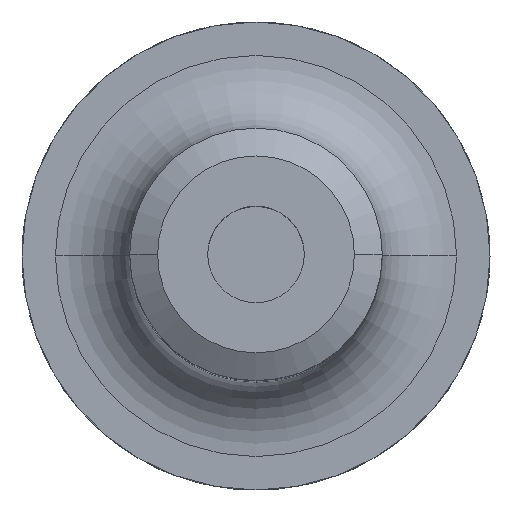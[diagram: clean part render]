
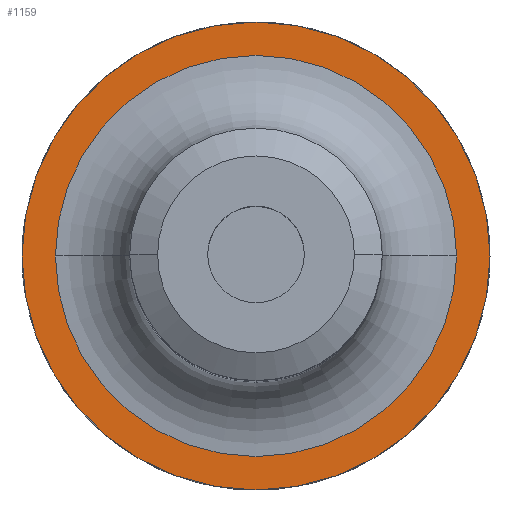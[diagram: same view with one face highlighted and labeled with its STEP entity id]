
A CAD part, top view. The second image highlights one B-rep face of the part: STEP entity #1159.
In plain terms, the highlighted planar face has unit normal (0, 0, 1).
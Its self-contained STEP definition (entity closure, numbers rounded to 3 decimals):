
#59 = DIRECTION ( 'NONE',  ( 0., 0., -1. ) ) ;
#69 = DIRECTION ( 'NONE',  ( 0., 0., -1. ) ) ;
#76 = PLANE ( 'NONE',  #379 ) ;
#102 = CARTESIAN_POINT ( 'NONE',  ( -27., 0., 27. ) ) ;
#108 = ORIENTED_EDGE ( 'NONE', *, *, #1427, .T. ) ;
#118 = FACE_OUTER_BOUND ( 'NONE', #134, .T. ) ;
#134 = EDGE_LOOP ( 'NONE', ( #1843, #1773 ) ) ;
#173 = CARTESIAN_POINT ( 'NONE',  ( -31.5, 0., 27. ) ) ;
#220 = DIRECTION ( 'NONE',  ( -1., 0., 0. ) ) ;
#283 = AXIS2_PLACEMENT_3D ( 'NONE', #764, #1753, #750 ) ;
#306 = VERTEX_POINT ( 'NONE', #620 ) ;
#332 = VERTEX_POINT ( 'NONE', #173 ) ;
#340 = EDGE_CURVE ( 'NONE', #353, #332, #1697, .T. ) ;
#341 = DIRECTION ( 'NONE',  ( 0., 0., -1. ) ) ;
#353 = VERTEX_POINT ( 'NONE', #1459 ) ;
#362 = AXIS2_PLACEMENT_3D ( 'NONE', #1202, #341, #1339 ) ;
#379 = AXIS2_PLACEMENT_3D ( 'NONE', #1640, #69, #220 ) ;
#442 = CIRCLE ( 'NONE', #561, 27. ) ;
#498 = CIRCLE ( 'NONE', #362, 31.5 ) ;
#561 = AXIS2_PLACEMENT_3D ( 'NONE', #936, #59, #1071 ) ;
#575 = AXIS2_PLACEMENT_3D ( 'NONE', #674, #1650, #818 ) ;
#603 = FACE_BOUND ( 'NONE', #1711, .T. ) ;
#620 = CARTESIAN_POINT ( 'NONE',  ( 27., 0., 27. ) ) ;
#674 = CARTESIAN_POINT ( 'NONE',  ( 0., 0., 27. ) ) ;
#750 = DIRECTION ( 'NONE',  ( -1., 0., 0. ) ) ;
#764 = CARTESIAN_POINT ( 'NONE',  ( 0., 0., 27. ) ) ;
#818 = DIRECTION ( 'NONE',  ( -1., 0., 0. ) ) ;
#936 = CARTESIAN_POINT ( 'NONE',  ( 0., 0., 27. ) ) ;
#1071 = DIRECTION ( 'NONE',  ( -1., 0., 0. ) ) ;
#1159 = ADVANCED_FACE ( 'NONE', ( #603, #118 ), #76, .F. ) ;
#1202 = CARTESIAN_POINT ( 'NONE',  ( 0., 0., 27. ) ) ;
#1214 = EDGE_CURVE ( 'NONE', #306, #1285, #1841, .T. ) ;
#1285 = VERTEX_POINT ( 'NONE', #102 ) ;
#1339 = DIRECTION ( 'NONE',  ( -1., 0., 0. ) ) ;
#1414 = EDGE_CURVE ( 'NONE', #332, #353, #498, .T. ) ;
#1427 = EDGE_CURVE ( 'NONE', #1285, #306, #442, .T. ) ;
#1459 = CARTESIAN_POINT ( 'NONE',  ( 31.5, 0., 27. ) ) ;
#1640 = CARTESIAN_POINT ( 'NONE',  ( 0., 0., 27. ) ) ;
#1650 = DIRECTION ( 'NONE',  ( 0., 0., -1. ) ) ;
#1697 = CIRCLE ( 'NONE', #283, 31.5 ) ;
#1711 = EDGE_LOOP ( 'NONE', ( #108, #1838 ) ) ;
#1753 = DIRECTION ( 'NONE',  ( 0., 0., -1. ) ) ;
#1773 = ORIENTED_EDGE ( 'NONE', *, *, #340, .F. ) ;
#1838 = ORIENTED_EDGE ( 'NONE', *, *, #1214, .T. ) ;
#1841 = CIRCLE ( 'NONE', #575, 27. ) ;
#1843 = ORIENTED_EDGE ( 'NONE', *, *, #1414, .F. ) ;
